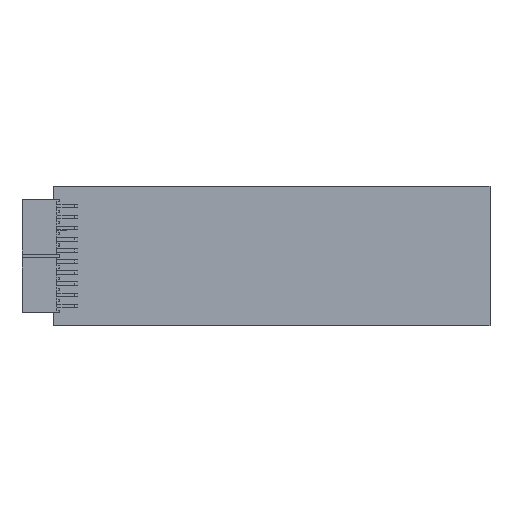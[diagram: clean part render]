
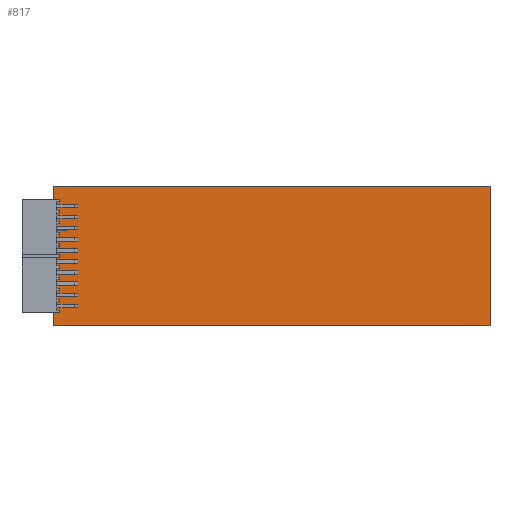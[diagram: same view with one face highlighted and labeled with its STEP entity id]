
A CAD part, top view. The second image highlights one B-rep face of the part: STEP entity #817.
In plain terms, the highlighted planar face has unit normal (0, 0, 1).
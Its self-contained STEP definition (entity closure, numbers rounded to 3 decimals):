
#195 = VERTEX_POINT('',#196);
#196 = CARTESIAN_POINT('',(-6.515,14.248,0.411));
#203 = PLANE('',#204);
#204 = AXIS2_PLACEMENT_3D('',#205,#206,#207);
#205 = CARTESIAN_POINT('',(-6.515,14.248,0.));
#206 = DIRECTION('',(-1.,0.,0.));
#207 = DIRECTION('',(0.,1.,0.));
#215 = PLANE('',#216);
#216 = AXIS2_PLACEMENT_3D('',#217,#218,#219);
#217 = CARTESIAN_POINT('',(0.,14.248,0.));
#218 = DIRECTION('',(0.,-1.,0.));
#219 = DIRECTION('',(-1.,0.,0.));
#227 = EDGE_CURVE('',#195,#228,#230,.T.);
#228 = VERTEX_POINT('',#229);
#229 = CARTESIAN_POINT('',(-6.515,17.748,0.411));
#230 = SURFACE_CURVE('',#231,(#235,#242),.PCURVE_S1.);
#231 = LINE('',#232,#233);
#232 = CARTESIAN_POINT('',(-6.515,14.248,0.411));
#233 = VECTOR('',#234,1.);
#234 = DIRECTION('',(0.,1.,0.));
#235 = PCURVE('',#203,#236);
#236 = DEFINITIONAL_REPRESENTATION('',(#237),#241);
#237 = LINE('',#238,#239);
#238 = CARTESIAN_POINT('',(0.,-0.411));
#239 = VECTOR('',#240,1.);
#240 = DIRECTION('',(1.,0.));
#241 = ( GEOMETRIC_REPRESENTATION_CONTEXT(2) 
PARAMETRIC_REPRESENTATION_CONTEXT() REPRESENTATION_CONTEXT('2D SPACE',''
  ) );
#242 = PCURVE('',#243,#248);
#243 = PLANE('',#244);
#244 = AXIS2_PLACEMENT_3D('',#245,#246,#247);
#245 = CARTESIAN_POINT('',(-6.515,14.248,0.411));
#246 = DIRECTION('',(0.,0.,1.));
#247 = DIRECTION('',(1.,0.,0.));
#248 = DEFINITIONAL_REPRESENTATION('',(#249),#253);
#249 = LINE('',#250,#251);
#250 = CARTESIAN_POINT('',(0.,0.));
#251 = VECTOR('',#252,1.);
#252 = DIRECTION('',(0.,1.));
#253 = ( GEOMETRIC_REPRESENTATION_CONTEXT(2) 
PARAMETRIC_REPRESENTATION_CONTEXT() REPRESENTATION_CONTEXT('2D SPACE',''
  ) );
#271 = PLANE('',#272);
#272 = AXIS2_PLACEMENT_3D('',#273,#274,#275);
#273 = CARTESIAN_POINT('',(-6.515,17.748,0.));
#274 = DIRECTION('',(0.,1.,0.));
#275 = DIRECTION('',(1.,0.,0.));
#313 = EDGE_CURVE('',#228,#314,#316,.T.);
#314 = VERTEX_POINT('',#315);
#315 = CARTESIAN_POINT('',(0.,17.748,0.411));
#316 = SURFACE_CURVE('',#317,(#321,#328),.PCURVE_S1.);
#317 = LINE('',#318,#319);
#318 = CARTESIAN_POINT('',(-6.515,17.748,0.411));
#319 = VECTOR('',#320,1.);
#320 = DIRECTION('',(1.,0.,0.));
#321 = PCURVE('',#271,#322);
#322 = DEFINITIONAL_REPRESENTATION('',(#323),#327);
#323 = LINE('',#324,#325);
#324 = CARTESIAN_POINT('',(0.,-0.411));
#325 = VECTOR('',#326,1.);
#326 = DIRECTION('',(1.,0.));
#327 = ( GEOMETRIC_REPRESENTATION_CONTEXT(2) 
PARAMETRIC_REPRESENTATION_CONTEXT() REPRESENTATION_CONTEXT('2D SPACE',''
  ) );
#328 = PCURVE('',#243,#329);
#329 = DEFINITIONAL_REPRESENTATION('',(#330),#334);
#330 = LINE('',#331,#332);
#331 = CARTESIAN_POINT('',(0.,3.5));
#332 = VECTOR('',#333,1.);
#333 = DIRECTION('',(1.,0.));
#334 = ( GEOMETRIC_REPRESENTATION_CONTEXT(2) 
PARAMETRIC_REPRESENTATION_CONTEXT() REPRESENTATION_CONTEXT('2D SPACE',''
  ) );
#352 = PLANE('',#353);
#353 = AXIS2_PLACEMENT_3D('',#354,#355,#356);
#354 = CARTESIAN_POINT('',(0.,17.748,0.));
#355 = DIRECTION('',(-1.,0.,0.));
#356 = DIRECTION('',(0.,1.,0.));
#389 = EDGE_CURVE('',#314,#390,#392,.T.);
#390 = VERTEX_POINT('',#391);
#391 = CARTESIAN_POINT('',(0.,32.,0.411));
#392 = SURFACE_CURVE('',#393,(#397,#404),.PCURVE_S1.);
#393 = LINE('',#394,#395);
#394 = CARTESIAN_POINT('',(0.,17.748,0.411));
#395 = VECTOR('',#396,1.);
#396 = DIRECTION('',(0.,1.,0.));
#397 = PCURVE('',#352,#398);
#398 = DEFINITIONAL_REPRESENTATION('',(#399),#403);
#399 = LINE('',#400,#401);
#400 = CARTESIAN_POINT('',(0.,-0.411));
#401 = VECTOR('',#402,1.);
#402 = DIRECTION('',(1.,0.));
#403 = ( GEOMETRIC_REPRESENTATION_CONTEXT(2) 
PARAMETRIC_REPRESENTATION_CONTEXT() REPRESENTATION_CONTEXT('2D SPACE',''
  ) );
#404 = PCURVE('',#243,#405);
#405 = DEFINITIONAL_REPRESENTATION('',(#406),#410);
#406 = LINE('',#407,#408);
#407 = CARTESIAN_POINT('',(6.515,3.5));
#408 = VECTOR('',#409,1.);
#409 = DIRECTION('',(0.,1.));
#410 = ( GEOMETRIC_REPRESENTATION_CONTEXT(2) 
PARAMETRIC_REPRESENTATION_CONTEXT() REPRESENTATION_CONTEXT('2D SPACE',''
  ) );
#428 = PLANE('',#429);
#429 = AXIS2_PLACEMENT_3D('',#430,#431,#432);
#430 = CARTESIAN_POINT('',(0.,32.,0.));
#431 = DIRECTION('',(0.,1.,0.));
#432 = DIRECTION('',(1.,0.,0.));
#465 = EDGE_CURVE('',#390,#466,#468,.T.);
#466 = VERTEX_POINT('',#467);
#467 = CARTESIAN_POINT('',(100.,32.,0.411));
#468 = SURFACE_CURVE('',#469,(#473,#480),.PCURVE_S1.);
#469 = LINE('',#470,#471);
#470 = CARTESIAN_POINT('',(0.,32.,0.411));
#471 = VECTOR('',#472,1.);
#472 = DIRECTION('',(1.,0.,0.));
#473 = PCURVE('',#428,#474);
#474 = DEFINITIONAL_REPRESENTATION('',(#475),#479);
#475 = LINE('',#476,#477);
#476 = CARTESIAN_POINT('',(0.,-0.411));
#477 = VECTOR('',#478,1.);
#478 = DIRECTION('',(1.,0.));
#479 = ( GEOMETRIC_REPRESENTATION_CONTEXT(2) 
PARAMETRIC_REPRESENTATION_CONTEXT() REPRESENTATION_CONTEXT('2D SPACE',''
  ) );
#480 = PCURVE('',#243,#481);
#481 = DEFINITIONAL_REPRESENTATION('',(#482),#486);
#482 = LINE('',#483,#484);
#483 = CARTESIAN_POINT('',(6.515,17.752));
#484 = VECTOR('',#485,1.);
#485 = DIRECTION('',(1.,0.));
#486 = ( GEOMETRIC_REPRESENTATION_CONTEXT(2) 
PARAMETRIC_REPRESENTATION_CONTEXT() REPRESENTATION_CONTEXT('2D SPACE',''
  ) );
#504 = PLANE('',#505);
#505 = AXIS2_PLACEMENT_3D('',#506,#507,#508);
#506 = CARTESIAN_POINT('',(100.,32.,0.));
#507 = DIRECTION('',(1.,0.,0.));
#508 = DIRECTION('',(0.,-1.,0.));
#541 = EDGE_CURVE('',#466,#542,#544,.T.);
#542 = VERTEX_POINT('',#543);
#543 = CARTESIAN_POINT('',(100.,0.,0.411));
#544 = SURFACE_CURVE('',#545,(#549,#556),.PCURVE_S1.);
#545 = LINE('',#546,#547);
#546 = CARTESIAN_POINT('',(100.,32.,0.411));
#547 = VECTOR('',#548,1.);
#548 = DIRECTION('',(0.,-1.,0.));
#549 = PCURVE('',#504,#550);
#550 = DEFINITIONAL_REPRESENTATION('',(#551),#555);
#551 = LINE('',#552,#553);
#552 = CARTESIAN_POINT('',(0.,-0.411));
#553 = VECTOR('',#554,1.);
#554 = DIRECTION('',(1.,0.));
#555 = ( GEOMETRIC_REPRESENTATION_CONTEXT(2) 
PARAMETRIC_REPRESENTATION_CONTEXT() REPRESENTATION_CONTEXT('2D SPACE',''
  ) );
#556 = PCURVE('',#243,#557);
#557 = DEFINITIONAL_REPRESENTATION('',(#558),#562);
#558 = LINE('',#559,#560);
#559 = CARTESIAN_POINT('',(106.515,17.752));
#560 = VECTOR('',#561,1.);
#561 = DIRECTION('',(0.,-1.));
#562 = ( GEOMETRIC_REPRESENTATION_CONTEXT(2) 
PARAMETRIC_REPRESENTATION_CONTEXT() REPRESENTATION_CONTEXT('2D SPACE',''
  ) );
#580 = PLANE('',#581);
#581 = AXIS2_PLACEMENT_3D('',#582,#583,#584);
#582 = CARTESIAN_POINT('',(100.,0.,0.));
#583 = DIRECTION('',(0.,-1.,0.));
#584 = DIRECTION('',(-1.,0.,0.));
#617 = EDGE_CURVE('',#542,#618,#620,.T.);
#618 = VERTEX_POINT('',#619);
#619 = CARTESIAN_POINT('',(0.,0.,0.411));
#620 = SURFACE_CURVE('',#621,(#625,#632),.PCURVE_S1.);
#621 = LINE('',#622,#623);
#622 = CARTESIAN_POINT('',(100.,0.,0.411));
#623 = VECTOR('',#624,1.);
#624 = DIRECTION('',(-1.,0.,0.));
#625 = PCURVE('',#580,#626);
#626 = DEFINITIONAL_REPRESENTATION('',(#627),#631);
#627 = LINE('',#628,#629);
#628 = CARTESIAN_POINT('',(0.,-0.411));
#629 = VECTOR('',#630,1.);
#630 = DIRECTION('',(1.,0.));
#631 = ( GEOMETRIC_REPRESENTATION_CONTEXT(2) 
PARAMETRIC_REPRESENTATION_CONTEXT() REPRESENTATION_CONTEXT('2D SPACE',''
  ) );
#632 = PCURVE('',#243,#633);
#633 = DEFINITIONAL_REPRESENTATION('',(#634),#638);
#634 = LINE('',#635,#636);
#635 = CARTESIAN_POINT('',(106.515,-14.248));
#636 = VECTOR('',#637,1.);
#637 = DIRECTION('',(-1.,0.));
#638 = ( GEOMETRIC_REPRESENTATION_CONTEXT(2) 
PARAMETRIC_REPRESENTATION_CONTEXT() REPRESENTATION_CONTEXT('2D SPACE',''
  ) );
#656 = PLANE('',#657);
#657 = AXIS2_PLACEMENT_3D('',#658,#659,#660);
#658 = CARTESIAN_POINT('',(0.,0.,0.));
#659 = DIRECTION('',(-1.,0.,0.));
#660 = DIRECTION('',(0.,1.,0.));
#693 = EDGE_CURVE('',#618,#694,#696,.T.);
#694 = VERTEX_POINT('',#695);
#695 = CARTESIAN_POINT('',(0.,14.248,0.411));
#696 = SURFACE_CURVE('',#697,(#701,#708),.PCURVE_S1.);
#697 = LINE('',#698,#699);
#698 = CARTESIAN_POINT('',(0.,0.,0.411));
#699 = VECTOR('',#700,1.);
#700 = DIRECTION('',(0.,1.,0.));
#701 = PCURVE('',#656,#702);
#702 = DEFINITIONAL_REPRESENTATION('',(#703),#707);
#703 = LINE('',#704,#705);
#704 = CARTESIAN_POINT('',(0.,-0.411));
#705 = VECTOR('',#706,1.);
#706 = DIRECTION('',(1.,0.));
#707 = ( GEOMETRIC_REPRESENTATION_CONTEXT(2) 
PARAMETRIC_REPRESENTATION_CONTEXT() REPRESENTATION_CONTEXT('2D SPACE',''
  ) );
#708 = PCURVE('',#243,#709);
#709 = DEFINITIONAL_REPRESENTATION('',(#710),#714);
#710 = LINE('',#711,#712);
#711 = CARTESIAN_POINT('',(6.515,-14.248));
#712 = VECTOR('',#713,1.);
#713 = DIRECTION('',(0.,1.));
#714 = ( GEOMETRIC_REPRESENTATION_CONTEXT(2) 
PARAMETRIC_REPRESENTATION_CONTEXT() REPRESENTATION_CONTEXT('2D SPACE',''
  ) );
#764 = EDGE_CURVE('',#694,#195,#765,.T.);
#765 = SURFACE_CURVE('',#766,(#770,#777),.PCURVE_S1.);
#766 = LINE('',#767,#768);
#767 = CARTESIAN_POINT('',(0.,14.248,0.411));
#768 = VECTOR('',#769,1.);
#769 = DIRECTION('',(-1.,0.,0.));
#770 = PCURVE('',#215,#771);
#771 = DEFINITIONAL_REPRESENTATION('',(#772),#776);
#772 = LINE('',#773,#774);
#773 = CARTESIAN_POINT('',(0.,-0.411));
#774 = VECTOR('',#775,1.);
#775 = DIRECTION('',(1.,0.));
#776 = ( GEOMETRIC_REPRESENTATION_CONTEXT(2) 
PARAMETRIC_REPRESENTATION_CONTEXT() REPRESENTATION_CONTEXT('2D SPACE',''
  ) );
#777 = PCURVE('',#243,#778);
#778 = DEFINITIONAL_REPRESENTATION('',(#779),#783);
#779 = LINE('',#780,#781);
#780 = CARTESIAN_POINT('',(6.515,0.));
#781 = VECTOR('',#782,1.);
#782 = DIRECTION('',(-1.,0.));
#783 = ( GEOMETRIC_REPRESENTATION_CONTEXT(2) 
PARAMETRIC_REPRESENTATION_CONTEXT() REPRESENTATION_CONTEXT('2D SPACE',''
  ) );
#817 = ADVANCED_FACE('',(#818),#243,.T.);
#818 = FACE_BOUND('',#819,.F.);
#819 = EDGE_LOOP('',(#820,#821,#822,#823,#824,#825,#826,#827));
#820 = ORIENTED_EDGE('',*,*,#227,.T.);
#821 = ORIENTED_EDGE('',*,*,#313,.T.);
#822 = ORIENTED_EDGE('',*,*,#389,.T.);
#823 = ORIENTED_EDGE('',*,*,#465,.T.);
#824 = ORIENTED_EDGE('',*,*,#541,.T.);
#825 = ORIENTED_EDGE('',*,*,#617,.T.);
#826 = ORIENTED_EDGE('',*,*,#693,.T.);
#827 = ORIENTED_EDGE('',*,*,#764,.T.);
